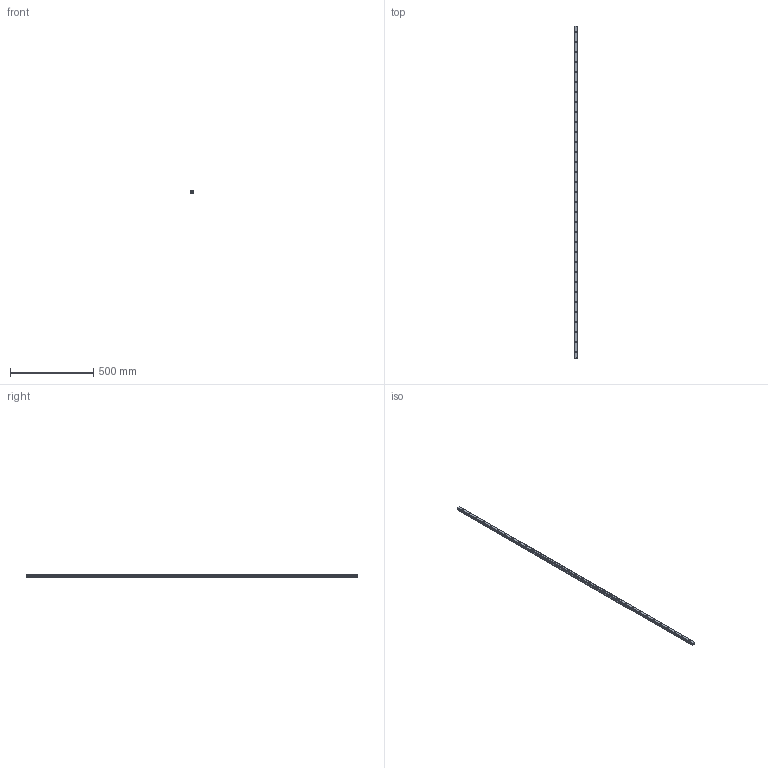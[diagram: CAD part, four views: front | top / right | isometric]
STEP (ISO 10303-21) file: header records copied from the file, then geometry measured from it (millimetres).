
FILE_DESCRIPTION(('STEP AP214'),'1');
FILE_NAME('cctmp_B578F284-D5DB-472E-ABED-11F73E92684B_2020_5_19_9_26_16_148..stp','2020-05-19T07:26:16',('HIWIN GmbH'),('CADClick - www.CADClick.com'),'Spatial InterOp 3D',' ','unknown authorization');
FILE_SCHEMA(('AUTOMOTIVE_DESIGN'));
Length unit declared in the file: millimetre
Products named in the file (1): HGR20R1990H_FILE
Bounding box: 20 x 1990 x 17.5 mm (x, y, z)
Volume: 569052.3 mm3; surface area: 168866.4 mm2
Topology: 1 solids, 1 shells, 404 faces, 897 edges, 598 vertices
Faces by surface type: cylinder 220, plane 184
Entity records: 14617 total; most frequent: DIRECTION 2147, CARTESIAN_POINT 1900, ORIENTED_EDGE 1794, EDGE_CURVE 897, AXIS2_PLACEMENT_3D 845, VERTEX_POINT 598, EDGE_LOOP 507, LINE 457
